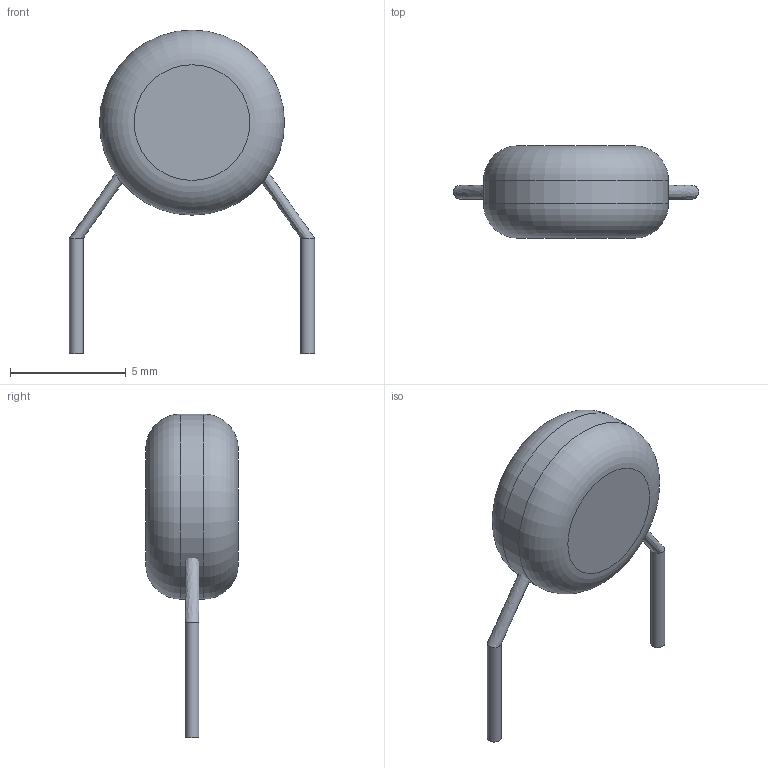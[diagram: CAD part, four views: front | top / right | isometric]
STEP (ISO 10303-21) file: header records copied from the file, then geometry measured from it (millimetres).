
FILE_DESCRIPTION(/* description */ ('','CAx-IF Rec.Pracs.---Representation and Presentation of Product Manufacturing Information (PMI)---4.0---2014-10-13'),/* implementation_level */ '2;1');
FILE_NAME(/* name */ 'CY_P10.step',/* time_stamp */ '2025-02-01T11:47:58+06:00',/* author */ (''),/* organization */ (''),/* preprocessor_version */ 'ST-DEVELOPER v20',/* originating_system */ 'Autodesk Translation Framework v13.20.0.188',/* authorisation */ '');
FILE_SCHEMA (('FEATURE_BASED_PROCESS_PLANNING','AP242_MANAGED_MODEL_BASED_3D_ENGINEERING_MIM_LF { 1 0 10303 442 1 1 4 }'));
Length unit declared in the file: millimetre
Products named in the file (1): (Unsaved)
Bounding box: 10.6 x 4 x 14 mm (x, y, z)
Volume: 183.3 mm3; surface area: 199.8 mm2
Topology: 5 solids, 5 shells, 17 faces, 21 edges, 14 vertices
Faces by surface type: plane 10, cylinder 3, bspline 2, torus 2
Full cylindrical faces by diameter (mm): 0.6 x2, 8 x1
Entity records: 418 total; most frequent: CARTESIAN_POINT 89, DIRECTION 67, ORIENTED_EDGE 42, AXIS2_PLACEMENT_3D 32, EDGE_CURVE 21, FACE_OUTER_BOUND 17, EDGE_LOOP 17, ADVANCED_FACE 17
